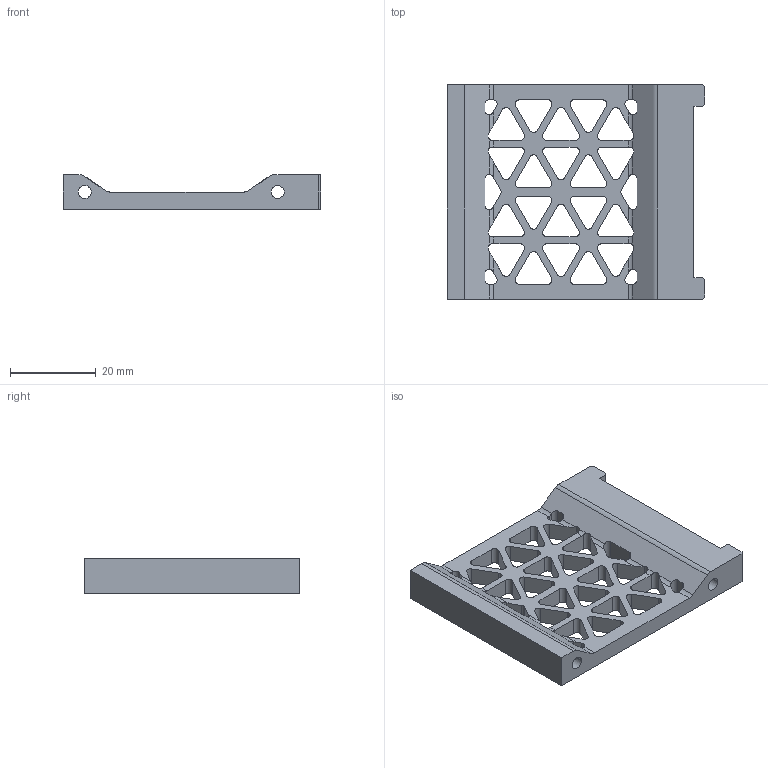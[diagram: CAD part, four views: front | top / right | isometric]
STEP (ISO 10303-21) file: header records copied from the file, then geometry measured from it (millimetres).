
FILE_DESCRIPTION (( 'STEP AP214' ), '1' );
FILE_NAME ('leftMini12864PanelMount GBtTinyMII.STEP', '2022-07-04T10:02:45', ( '' ), ( '' ), 'SwSTEP 2.0', 'SolidWorks 2018', '' );
FILE_SCHEMA (( 'AUTOMOTIVE_DESIGN' ));
Length unit declared in the file: millimetre
Products named in the file (1): leftMini12864PanelMount GBtTinyMII
Bounding box: 60 x 50 x 8 mm (x, y, z)
Volume: 11099.6 mm3; surface area: 9088.5 mm2
Topology: 1 solids, 1 shells, 225 faces, 705 edges, 470 vertices
Faces by surface type: cylinder 127, plane 98
Entity records: 8091 total; most frequent: CARTESIAN_POINT 1641, ORIENTED_EDGE 1410, DIRECTION 1307, EDGE_CURVE 705, VERTEX_POINT 470, AXIS2_PLACEMENT_3D 440, VECTOR 427, LINE 427
